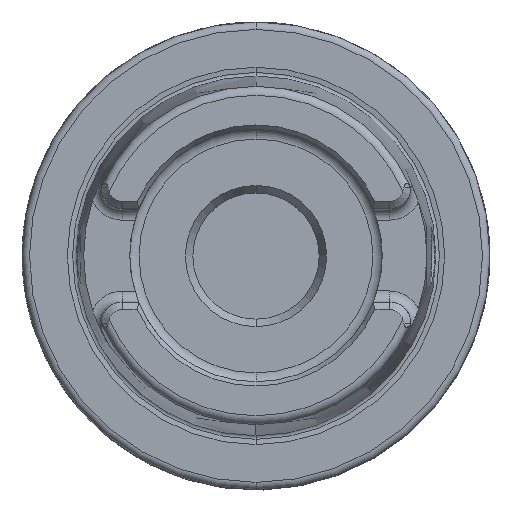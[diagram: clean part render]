
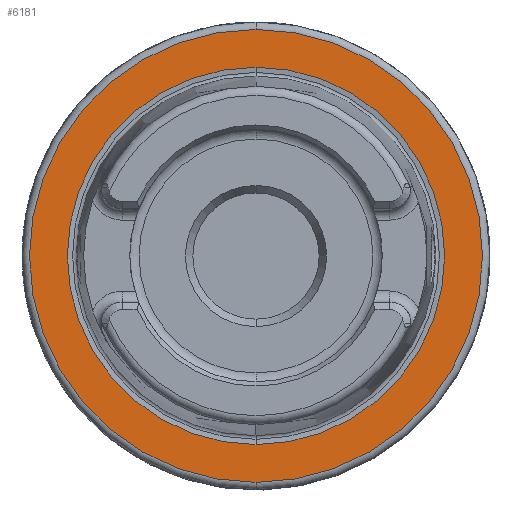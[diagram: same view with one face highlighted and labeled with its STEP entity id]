
A CAD part, top view. The second image highlights one B-rep face of the part: STEP entity #6181.
In plain terms, the highlighted planar face has unit normal (0, 0, 1).
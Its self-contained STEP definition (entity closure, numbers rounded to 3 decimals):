
#1532=CARTESIAN_POINT('',(0,0,26));
#1533=DIRECTION('',(0,0,1));
#1534=DIRECTION('',(0,1,0));
#1535=AXIS2_PLACEMENT_3D('',#1532,#1533,#1534);
#1537=CARTESIAN_POINT('',(0,0,26));
#1538=DIRECTION('',(0,0,1));
#1539=DIRECTION('',(0,-1,0));
#1540=AXIS2_PLACEMENT_3D('',#1537,#1538,#1539);
#1550=CARTESIAN_POINT('',(0,0,26));
#1551=DIRECTION('',(0,0,1));
#1552=DIRECTION('',(0,1,0));
#1553=AXIS2_PLACEMENT_3D('',#1550,#1551,#1552);
#1555=CARTESIAN_POINT('',(0,0,26));
#1556=DIRECTION('',(0,0,-1));
#1557=DIRECTION('',(0,1,0));
#1558=AXIS2_PLACEMENT_3D('',#1555,#1556,#1557);
#3975=CARTESIAN_POINT('',(0,25.409,26));
#3977=VERTEX_POINT('',#3975);
#4011=CARTESIAN_POINT('',(0,-25.409,26));
#4013=VERTEX_POINT('',#4011);
#4077=CARTESIAN_POINT('',(0,30.5,26));
#4078=CARTESIAN_POINT('',(0,-30.5,26));
#4079=VERTEX_POINT('',#4077);
#4080=VERTEX_POINT('',#4078);
#6165=CARTESIAN_POINT('',(0,0,26));
#6166=DIRECTION('',(0,0,-1));
#6167=DIRECTION('',(0,-1,0));
#6168=AXIS2_PLACEMENT_3D('',#6165,#6166,#6167);
#6169=PLANE('',#6168);
#6171=ORIENTED_EDGE('',*,*,#6170,.F.);
#6172=ORIENTED_EDGE('',*,*,#6155,.F.);
#6173=EDGE_LOOP('',(#6171,#6172));
#6174=FACE_OUTER_BOUND('',#6173,.F.);
#6176=ORIENTED_EDGE('',*,*,#6175,.T.);
#6178=ORIENTED_EDGE('',*,*,#6177,.F.);
#6179=EDGE_LOOP('',(#6176,#6178));
#6180=FACE_BOUND('',#6179,.F.);
#6181=ADVANCED_FACE('',(#6174,#6180),#6169,.F.);
#1536=CIRCLE('',#1535,30.5);
#1541=CIRCLE('',#1540,30.5);
#1554=CIRCLE('',#1553,25.409);
#1559=CIRCLE('',#1558,25.409);
#6155=EDGE_CURVE('',#4080,#4079,#1541,.T.);
#6170=EDGE_CURVE('',#4079,#4080,#1536,.T.);
#6175=EDGE_CURVE('',#3977,#4013,#1554,.T.);
#6177=EDGE_CURVE('',#3977,#4013,#1559,.T.);
